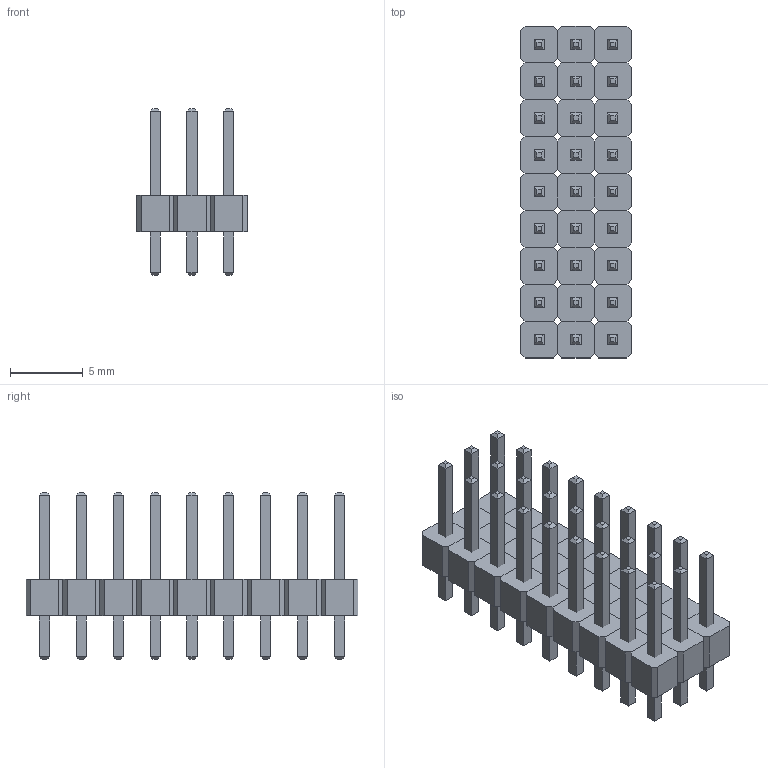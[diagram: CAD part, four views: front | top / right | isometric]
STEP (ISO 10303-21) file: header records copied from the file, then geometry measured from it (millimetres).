
FILE_DESCRIPTION(('FreeCAD Model'),'2;1');
FILE_NAME('Open CASCADE Shape Model','2022-05-18T20:06:57',( 'kicad StepUp'),('ksu MCAD'),'Open CASCADE STEP processor 7.5', 'FreeCAD','Unknown');
FILE_SCHEMA(('AUTOMOTIVE_DESIGN { 1 0 10303 214 1 1 1 1 }'));
Length unit declared in the file: millimetre
Products named in the file (3): PinHeader_P2.54mm_3x09; Body004; Pin002
Assembly tree (2 placements, depth 2):
  PinHeader_P2.54mm_3x09
    Body004
    Pin002
Bounding box: 7.62 x 22.86 x 11.5 mm (x, y, z)
Volume: 579.8 mm3; surface area: 1447.9 mm2
Topology: 28 solids, 28 shells, 672 faces, 1452 edges, 804 vertices
Faces by surface type: plane 672
Entity records: 17513 total; most frequent: CARTESIAN_POINT 2931, ORIENTED_EDGE 2904, DIRECTION 2802, EDGE_CURVE 1452, LINE 1452, VECTOR 1452, VERTEX_POINT 804, AXIS2_PLACEMENT_3D 675
